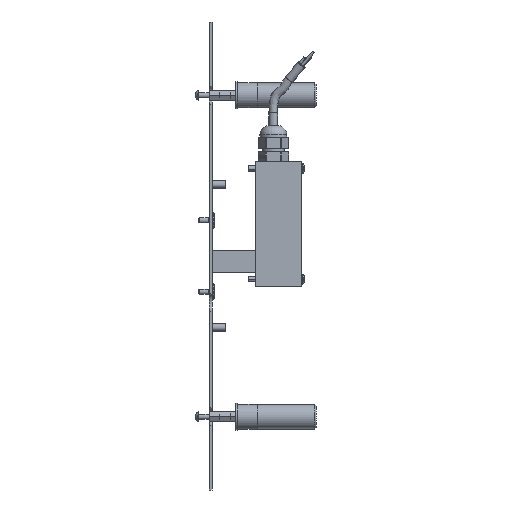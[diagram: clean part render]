
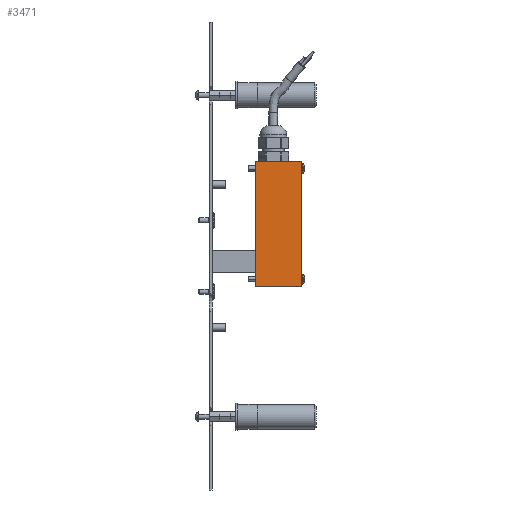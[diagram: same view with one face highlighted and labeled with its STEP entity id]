
A CAD part, left-side view. The second image highlights one B-rep face of the part: STEP entity #3471.
In plain terms, the highlighted planar face has unit normal (-1, 0, 0).
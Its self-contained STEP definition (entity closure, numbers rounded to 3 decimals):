
#376 = PLANE ( 'NONE',  #720 ) ;
#720 = AXIS2_PLACEMENT_3D ( 'NONE', #1782, #9482, #14035 ) ;
#834 = LINE ( 'NONE', #12630, #12233 ) ;
#1207 = DIRECTION ( 'NONE',  ( 0., -1., 0. ) ) ;
#1410 = EDGE_CURVE ( 'NONE', #7897, #10032, #834, .T. ) ;
#1782 = CARTESIAN_POINT ( 'NONE',  ( -24., 26., 35. ) ) ;
#3471 = ADVANCED_FACE ( 'NONE', ( #10603 ), #376, .F. ) ;
#3845 = ORIENTED_EDGE ( 'NONE', *, *, #9957, .T. ) ;
#4750 = VECTOR ( 'NONE', #5270, 1000. ) ;
#4918 = CARTESIAN_POINT ( 'NONE',  ( -24., 0., 35. ) ) ;
#5270 = DIRECTION ( 'NONE',  ( 0., 0., 1. ) ) ;
#6110 = DIRECTION ( 'NONE',  ( 0., 0., 1. ) ) ;
#6201 = VECTOR ( 'NONE', #14653, 1000. ) ;
#6364 = CARTESIAN_POINT ( 'NONE',  ( -24., 26., 35. ) ) ;
#7897 = VERTEX_POINT ( 'NONE', #6364 ) ;
#8125 = CARTESIAN_POINT ( 'NONE',  ( -24., 0., 35. ) ) ;
#9140 = ORIENTED_EDGE ( 'NONE', *, *, #12179, .T. ) ;
#9324 = VECTOR ( 'NONE', #6110, 1000. ) ;
#9482 = DIRECTION ( 'NONE',  ( 1., 0., 0. ) ) ;
#9957 = EDGE_CURVE ( 'NONE', #12348, #12294, #12331, .T. ) ;
#10032 = VERTEX_POINT ( 'NONE', #8125 ) ;
#10098 = CARTESIAN_POINT ( 'NONE',  ( -24., 26., -35. ) ) ;
#10603 = FACE_OUTER_BOUND ( 'NONE', #13305, .T. ) ;
#10872 = CARTESIAN_POINT ( 'NONE',  ( -24., 26., 35. ) ) ;
#11564 = ORIENTED_EDGE ( 'NONE', *, *, #14465, .F. ) ;
#12179 = EDGE_CURVE ( 'NONE', #12294, #10032, #12715, .T. ) ;
#12233 = VECTOR ( 'NONE', #1207, 1000. ) ;
#12294 = VERTEX_POINT ( 'NONE', #14103 ) ;
#12297 = LINE ( 'NONE', #10872, #4750 ) ;
#12331 = LINE ( 'NONE', #10098, #6201 ) ;
#12348 = VERTEX_POINT ( 'NONE', #12979 ) ;
#12630 = CARTESIAN_POINT ( 'NONE',  ( -24., 26., 35. ) ) ;
#12715 = LINE ( 'NONE', #4918, #9324 ) ;
#12946 = ORIENTED_EDGE ( 'NONE', *, *, #1410, .F. ) ;
#12979 = CARTESIAN_POINT ( 'NONE',  ( -24., 26., -35. ) ) ;
#13305 = EDGE_LOOP ( 'NONE', ( #9140, #12946, #11564, #3845 ) ) ;
#14035 = DIRECTION ( 'NONE',  ( 0., 0., -1. ) ) ;
#14103 = CARTESIAN_POINT ( 'NONE',  ( -24., 0., -35. ) ) ;
#14465 = EDGE_CURVE ( 'NONE', #12348, #7897, #12297, .T. ) ;
#14653 = DIRECTION ( 'NONE',  ( 0., -1., 0. ) ) ;
